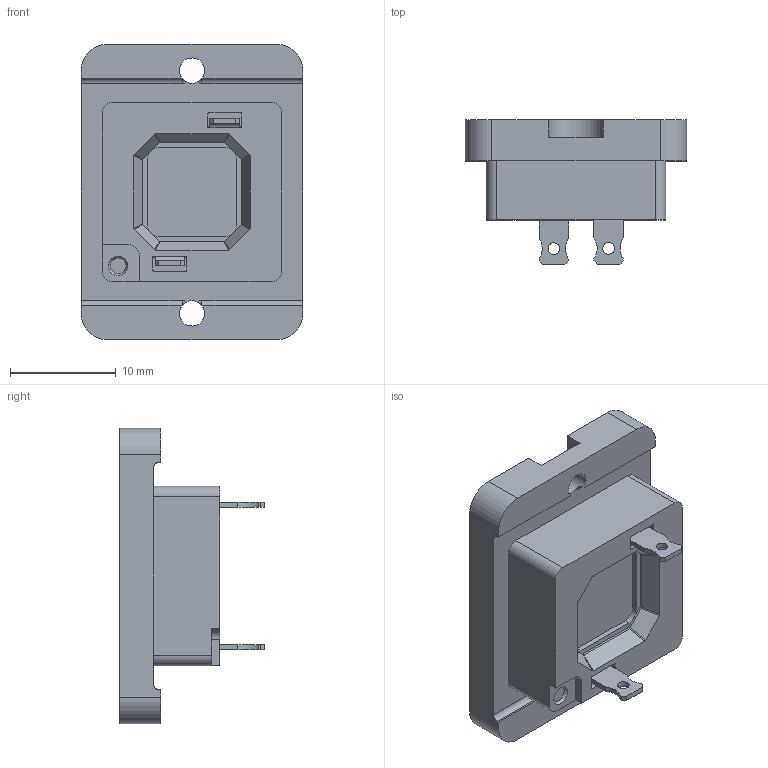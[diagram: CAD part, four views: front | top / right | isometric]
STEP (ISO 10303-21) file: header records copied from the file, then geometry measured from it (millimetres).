
FILE_DESCRIPTION(/* description */ (''),/* implementation_level */ '2;1');
FILE_NAME(/* name */ 'RS1(RB-R10X0004).stp',/* time_stamp */ '2020-05-20T10:01:12+09:00',/* author */ ('Tadume.Yuta'),/* organization */ (''),/* preprocessor_version */ 'ST-DEVELOPER v17.2',/* originating_system */ 'Autodesk Inventor 2019',/* authorisation */ '');
FILE_SCHEMA (('AUTOMOTIVE_DESIGN { 1 0 10303 214 3 1 1 }'));
Length unit declared in the file: millimetre
Products named in the file (1): RS1(RB-R10X0004)
Bounding box: 21 x 13.7 x 28 mm (x, y, z)
Volume: 2815.7 mm3; surface area: 2934.7 mm2
Topology: 1 solids, 2 shells, 300 faces, 905 edges, 584 vertices
Faces by surface type: plane 186, cylinder 106, bspline 4, cone 2, torus 2
Full cylindrical faces by diameter (mm): 0.5 x1, 1.1 x2, 2.4 x2
Entity records: 10689 total; most frequent: CARTESIAN_POINT 1978, ORIENTED_EDGE 1802, DIRECTION 1719, EDGE_CURVE 901, LINE 653, VECTOR 653, VERTEX_POINT 584, AXIS2_PLACEMENT_3D 533
